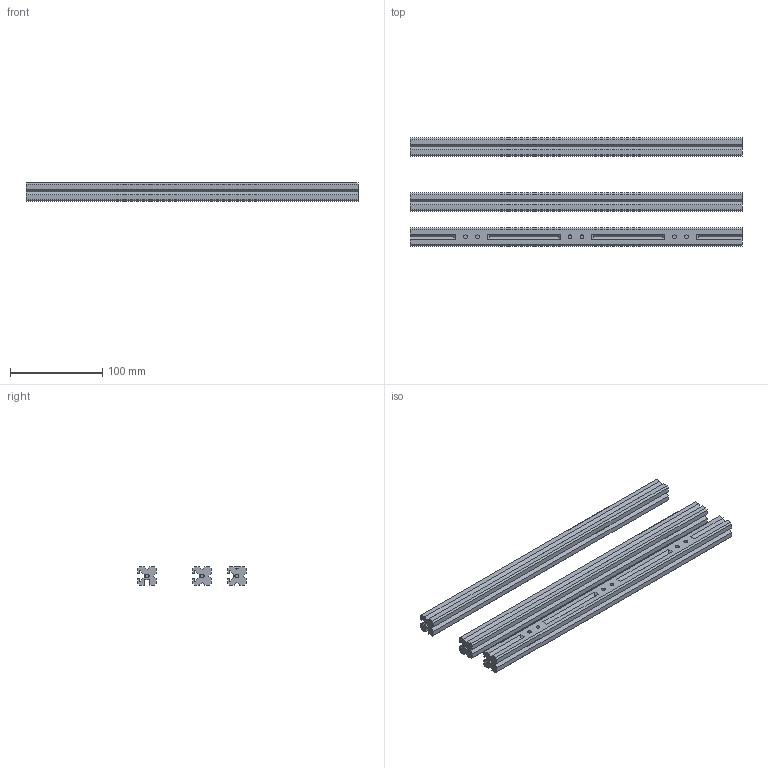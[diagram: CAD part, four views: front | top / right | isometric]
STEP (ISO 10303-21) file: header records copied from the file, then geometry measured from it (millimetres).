
FILE_DESCRIPTION(/* description */ ('','CAx-IF Rec.Pracs.---Representation and Presentation of Product Manufacturing Information (PMI)---4.0---2014-10-13'),/* implementation_level */ '2;1');
FILE_NAME(/* name */ '2020Extrusion v7.step',/* time_stamp */ '2025-01-10T10:23:14+08:00',/* author */ (''),/* organization */ (''),/* preprocessor_version */ 'ST-DEVELOPER v20',/* originating_system */ 'Autodesk Translation Framework v13.20.0.188',/* authorisation */ '');
FILE_SCHEMA (('AP242_MANAGED_MODEL_BASED_3D_ENGINEERING_MIM_LF { 1 0 10303 442 1 1 4 }'));
Length unit declared in the file: millimetre
Products named in the file (7): 2020Extrusion; Printable2020FrontLidBase; 5537T044_T-Slotted Framing; Printable2020HolesForHinge; 5537T044_T-Slotted Framing_1; Printable2020Top_X2; 5537T044_T-Slotted Framing_2
Assembly tree (6 placements, depth 3):
  2020Extrusion
    Printable2020FrontLidBase
      5537T044_T-Slotted Framing
    Printable2020HolesForHinge
      5537T044_T-Slotted Framing_1
    Printable2020Top_X2
      5537T044_T-Slotted Framing_2
Bounding box: 360 x 117.26 x 20 mm (x, y, z)
Volume: 334515 mm3; surface area: 119137.2 mm2
Topology: 3 solids, 3 shells, 147 faces, 381 edges, 254 vertices
Faces by surface type: plane 123, cylinder 24
Full cylindrical faces by diameter (mm): 4.2 x6, 4.3 x6
Entity records: 4620 total; most frequent: CARTESIAN_POINT 795, ORIENTED_EDGE 762, DIRECTION 749, EDGE_CURVE 381, LINE 333, VECTOR 333, VERTEX_POINT 254, AXIS2_PLACEMENT_3D 208
